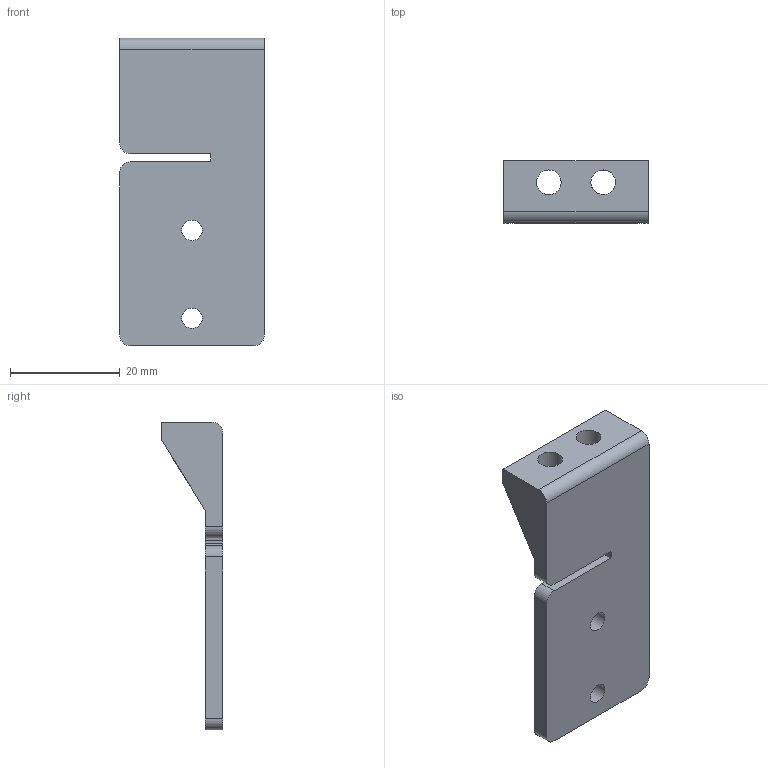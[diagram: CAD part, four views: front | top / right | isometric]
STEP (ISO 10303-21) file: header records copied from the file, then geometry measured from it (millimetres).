
FILE_DESCRIPTION(/* description */ (''),/* implementation_level */ '2;1');
FILE_NAME(/* name */ '',/* time_stamp */ '2025-02-15T17:37:02+03:00',/* author */ ('Phantom'),/* organization */ (''),/* preprocessor_version */ 'ST-DEVELOPER v20',/* originating_system */ 'Autodesk Inventor 2025',/* authorisation */ '');
FILE_SCHEMA (('AUTOMOTIVE_DESIGN { 1 0 10303 214 3 1 1 }'));
Length unit declared in the file: millimetre
Products named in the file (1): для захвата
Bounding box: 26.4 x 11.2 x 56 mm (x, y, z)
Volume: 5594.3 mm3; surface area: 4246.6 mm2
Topology: 1 solids, 1 shells, 35 faces, 95 edges, 63 vertices
Faces by surface type: plane 20, cylinder 14, bspline 1
Full cylindrical faces by diameter (mm): 3.7 x2, 4.5 x1
Entity records: 1190 total; most frequent: CARTESIAN_POINT 211, DIRECTION 195, ORIENTED_EDGE 190, EDGE_CURVE 95, LINE 65, VECTOR 65, AXIS2_PLACEMENT_3D 65, VERTEX_POINT 62
